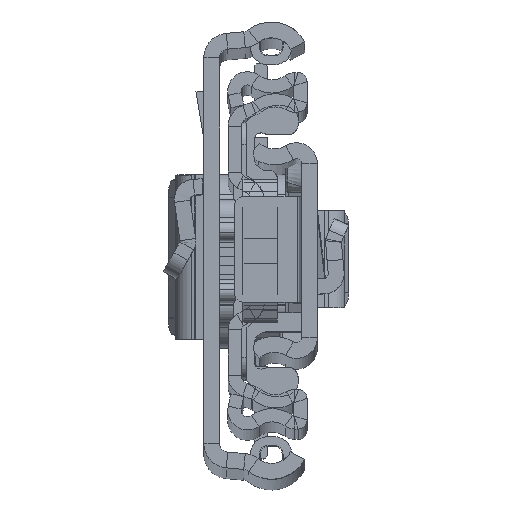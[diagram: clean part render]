
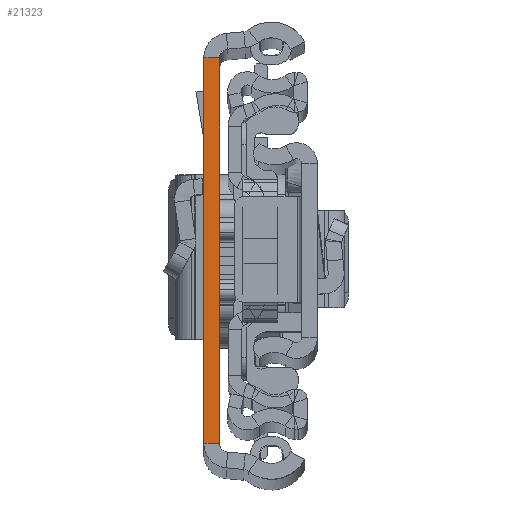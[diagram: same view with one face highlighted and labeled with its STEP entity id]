
A CAD part, top view. The second image highlights one B-rep face of the part: STEP entity #21323.
In plain terms, the highlighted planar face has unit normal (0, 0, 1).
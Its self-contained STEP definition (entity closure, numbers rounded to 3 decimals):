
#3662 = VERTEX_POINT ( 'NONE', #27802 ) ;
#3730 = VECTOR ( 'NONE', #8095, 1000. ) ;
#6024 = VERTEX_POINT ( 'NONE', #22820 ) ;
#6243 = DIRECTION ( 'NONE',  ( 0., 1., 0. ) ) ;
#6254 = VERTEX_POINT ( 'NONE', #23051 ) ;
#6994 = ORIENTED_EDGE ( 'NONE', *, *, #16724, .T. ) ;
#7684 = FACE_OUTER_BOUND ( 'NONE', #14589, .T. ) ;
#7687 = EDGE_CURVE ( 'NONE', #3662, #6024, #15393, .T. ) ;
#8095 = DIRECTION ( 'NONE',  ( 1., 0., 0. ) ) ;
#9666 = CARTESIAN_POINT ( 'NONE',  ( 1.8, 0., 0. ) ) ;
#9670 = DIRECTION ( 'NONE',  ( 0., 1., 0. ) ) ;
#10076 = VECTOR ( 'NONE', #9670, 1000. ) ;
#10223 = LINE ( 'NONE', #21816, #3730 ) ;
#10471 = AXIS2_PLACEMENT_3D ( 'NONE', #9666, #18984, #16686 ) ;
#13022 = ORIENTED_EDGE ( 'NONE', *, *, #7687, .T. ) ;
#13087 = DIRECTION ( 'NONE',  ( 1., 0., 0. ) ) ;
#13964 = ORIENTED_EDGE ( 'NONE', *, *, #16125, .F. ) ;
#14589 = EDGE_LOOP ( 'NONE', ( #15682, #13964, #13022, #6994 ) ) ;
#15393 = LINE ( 'NONE', #15549, #26259 ) ;
#15549 = CARTESIAN_POINT ( 'NONE',  ( 1.8, -21.867, 0. ) ) ;
#15682 = ORIENTED_EDGE ( 'NONE', *, *, #19704, .F. ) ;
#16125 = EDGE_CURVE ( 'NONE', #3662, #29022, #24563, .T. ) ;
#16686 = DIRECTION ( 'NONE',  ( 0., 1., 0. ) ) ;
#16724 = EDGE_CURVE ( 'NONE', #6024, #6254, #23561, .T. ) ;
#18276 = PLANE ( 'NONE',  #10471 ) ;
#18984 = DIRECTION ( 'NONE',  ( 0., 0., -1. ) ) ;
#19704 = EDGE_CURVE ( 'NONE', #29022, #6254, #10223, .T. ) ;
#19817 = CARTESIAN_POINT ( 'NONE',  ( 0., 0., 0. ) ) ;
#21267 = CARTESIAN_POINT ( 'NONE',  ( 1.8, 0., 0. ) ) ;
#21323 = ADVANCED_FACE ( 'NONE', ( #7684 ), #18276, .F. ) ;
#21816 = CARTESIAN_POINT ( 'NONE',  ( 1.8, 21.867, 0. ) ) ;
#22820 = CARTESIAN_POINT ( 'NONE',  ( 1.8, -21.867, 0. ) ) ;
#23051 = CARTESIAN_POINT ( 'NONE',  ( 1.8, 21.867, 0. ) ) ;
#23561 = LINE ( 'NONE', #21267, #10076 ) ;
#24563 = LINE ( 'NONE', #19817, #28895 ) ;
#26259 = VECTOR ( 'NONE', #13087, 1000. ) ;
#27802 = CARTESIAN_POINT ( 'NONE',  ( 0., -21.867, 0. ) ) ;
#28895 = VECTOR ( 'NONE', #6243, 1000. ) ;
#29022 = VERTEX_POINT ( 'NONE', #29968 ) ;
#29968 = CARTESIAN_POINT ( 'NONE',  ( 0., 21.867, 0. ) ) ;
